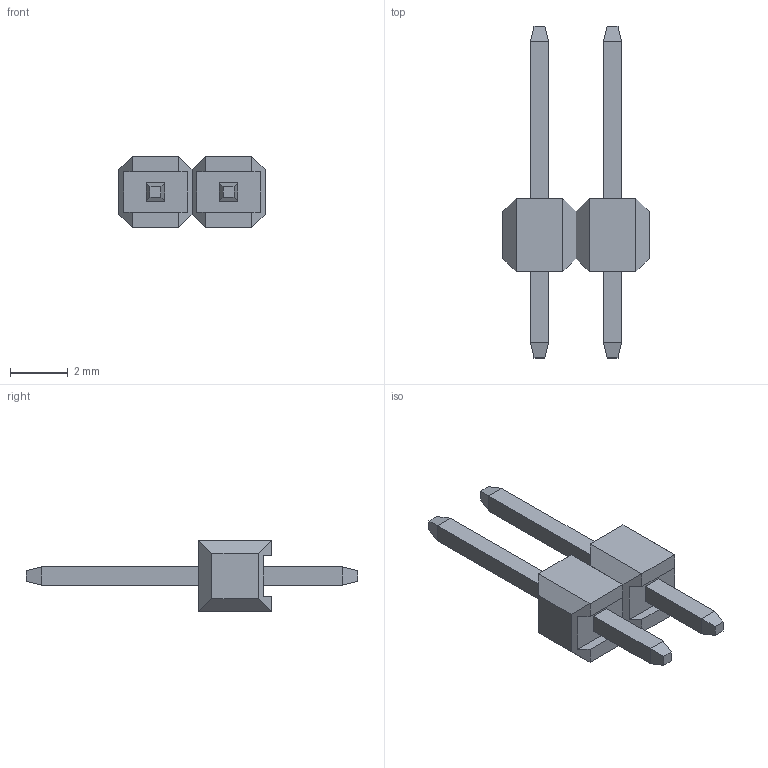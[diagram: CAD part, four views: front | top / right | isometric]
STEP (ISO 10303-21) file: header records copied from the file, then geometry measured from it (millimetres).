
FILE_DESCRIPTION (( 'STEP AP214' ), '1' );
FILE_NAME ('HEADER1X2.STEP', '2013-11-27T08:12:44', ( '' ), ( '' ), 'SwSTEP 2.0', 'SolidWorks 2012', '' );
FILE_SCHEMA (( 'AUTOMOTIVE_DESIGN' ));
Length unit declared in the file: millimetre
Products named in the file (1): HEADER1X2
Bounding box: 5.08 x 11.54 x 2.5 mm (x, y, z)
Volume: 34.2 mm3; surface area: 106.4 mm2
Topology: 1 solids, 1 shells, 70 faces, 156 edges, 92 vertices
Faces by surface type: plane 70
Entity records: 2656 total; most frequent: CARTESIAN_POINT 319, ORIENTED_EDGE 312, DIRECTION 298, LINE 156, VECTOR 156, EDGE_CURVE 156, VERTEX_POINT 92, EDGE_LOOP 74
